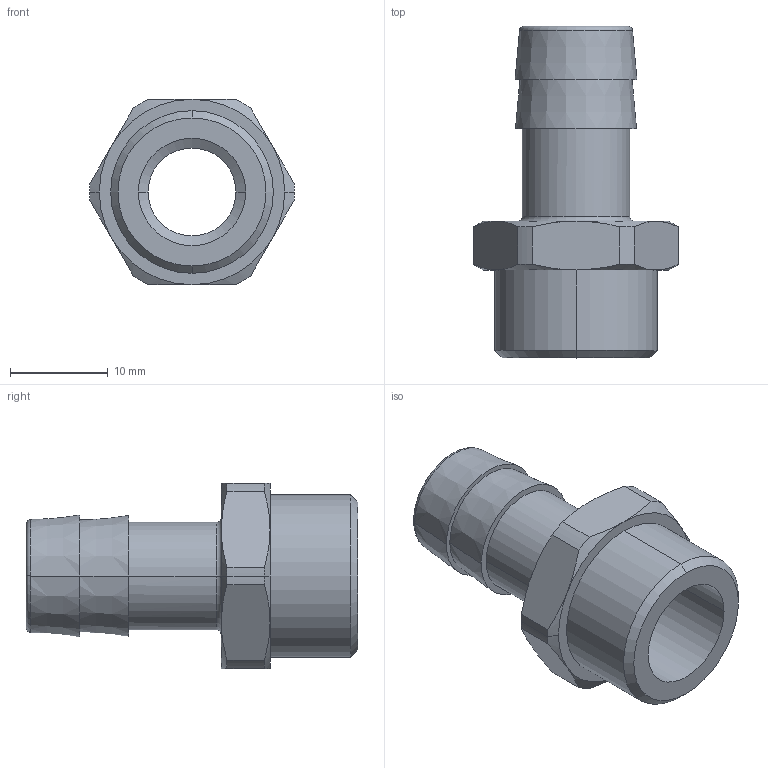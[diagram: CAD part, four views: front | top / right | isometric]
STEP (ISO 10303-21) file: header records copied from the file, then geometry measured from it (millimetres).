
FILE_DESCRIPTION(('STEP AP214'),'1');
FILE_NAME('0931_10_17.stp','2016-07-07T14:19:40',('TraceParts'),('TraceParts S.A.'),'Spatial InterOp 3D',' ',' ');
FILE_SCHEMA(('automotive_design'));
Length unit declared in the file: millimetre
Products named in the file (1): Solide1
Bounding box: 21 x 34 x 19 mm (x, y, z)
Volume: 3072.5 mm3; surface area: 3017.4 mm2
Topology: 1 solids, 1 shells, 56 faces, 130 edges, 80 vertices
Faces by surface type: cone 24, cylinder 16, plane 12, torus 4
Entity records: 2058 total; most frequent: CARTESIAN_POINT 315, DIRECTION 292, ORIENTED_EDGE 260, EDGE_CURVE 130, AXIS2_PLACEMENT_3D 129, VERTEX_POINT 80, CIRCLE 72, EDGE_LOOP 62
